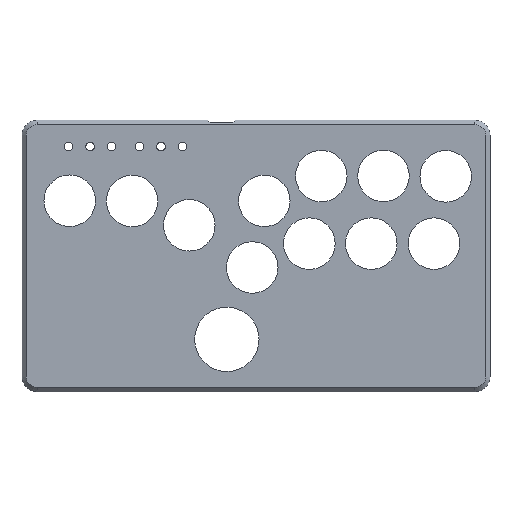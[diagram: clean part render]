
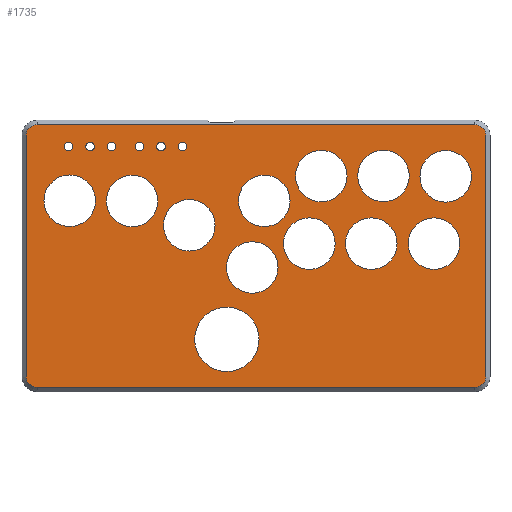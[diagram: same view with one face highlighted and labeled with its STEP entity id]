
A CAD part, top view. The second image highlights one B-rep face of the part: STEP entity #1735.
In plain terms, the highlighted planar face has unit normal (0, 0, 1).
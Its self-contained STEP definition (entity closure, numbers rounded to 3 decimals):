
#15=FACE_BOUND('',#269,.T.);
#16=FACE_BOUND('',#270,.T.);
#17=FACE_BOUND('',#271,.T.);
#18=FACE_BOUND('',#272,.T.);
#19=FACE_BOUND('',#273,.T.);
#20=FACE_BOUND('',#274,.T.);
#21=FACE_BOUND('',#275,.T.);
#22=FACE_BOUND('',#276,.T.);
#23=FACE_BOUND('',#277,.T.);
#24=FACE_BOUND('',#278,.T.);
#25=FACE_BOUND('',#279,.T.);
#26=FACE_BOUND('',#280,.T.);
#27=FACE_BOUND('',#281,.T.);
#28=FACE_BOUND('',#282,.T.);
#29=FACE_BOUND('',#283,.T.);
#30=FACE_BOUND('',#284,.T.);
#31=FACE_BOUND('',#285,.T.);
#32=FACE_BOUND('',#286,.T.);
#91=PLANE('',#1867);
#160=FACE_OUTER_BOUND('',#268,.T.);
#268=EDGE_LOOP('',(#1295,#1296,#1297,#1298,#1299,#1300,#1301,#1302));
#269=EDGE_LOOP('',(#1303));
#270=EDGE_LOOP('',(#1304));
#271=EDGE_LOOP('',(#1305));
#272=EDGE_LOOP('',(#1306));
#273=EDGE_LOOP('',(#1307));
#274=EDGE_LOOP('',(#1308));
#275=EDGE_LOOP('',(#1309));
#276=EDGE_LOOP('',(#1310));
#277=EDGE_LOOP('',(#1311));
#278=EDGE_LOOP('',(#1312));
#279=EDGE_LOOP('',(#1313));
#280=EDGE_LOOP('',(#1314));
#281=EDGE_LOOP('',(#1315));
#282=EDGE_LOOP('',(#1316));
#283=EDGE_LOOP('',(#1317));
#284=EDGE_LOOP('',(#1318));
#285=EDGE_LOOP('',(#1319));
#286=EDGE_LOOP('',(#1320));
#442=LINE('',#2673,#583);
#446=LINE('',#2685,#587);
#450=LINE('',#2697,#591);
#454=LINE('',#2709,#595);
#583=VECTOR('',#2110,10.);
#587=VECTOR('',#2122,10.);
#591=VECTOR('',#2134,10.);
#595=VECTOR('',#2146,10.);
#693=CIRCLE('',#1822,2.);
#695=CIRCLE('',#1825,2.);
#697=CIRCLE('',#1828,2.);
#699=CIRCLE('',#1831,2.);
#701=CIRCLE('',#1834,2.);
#703=CIRCLE('',#1837,2.);
#704=CIRCLE('',#1846,5.);
#706=CIRCLE('',#1850,5.);
#708=CIRCLE('',#1854,5.);
#710=CIRCLE('',#1858,5.);
#714=CIRCLE('',#1868,12.);
#715=CIRCLE('',#1869,12.);
#716=CIRCLE('',#1870,12.);
#717=CIRCLE('',#1871,12.);
#718=CIRCLE('',#1872,12.);
#719=CIRCLE('',#1873,12.);
#720=CIRCLE('',#1874,15.);
#721=CIRCLE('',#1875,12.);
#722=CIRCLE('',#1876,12.);
#723=CIRCLE('',#1877,12.);
#724=CIRCLE('',#1878,12.);
#725=CIRCLE('',#1879,12.);
#791=VERTEX_POINT('',#2585);
#793=VERTEX_POINT('',#2591);
#795=VERTEX_POINT('',#2597);
#797=VERTEX_POINT('',#2603);
#799=VERTEX_POINT('',#2609);
#801=VERTEX_POINT('',#2615);
#822=VERTEX_POINT('',#2670);
#823=VERTEX_POINT('',#2672);
#825=VERTEX_POINT('',#2677);
#827=VERTEX_POINT('',#2683);
#829=VERTEX_POINT('',#2689);
#831=VERTEX_POINT('',#2695);
#833=VERTEX_POINT('',#2701);
#835=VERTEX_POINT('',#2707);
#841=VERTEX_POINT('',#2735);
#842=VERTEX_POINT('',#2737);
#843=VERTEX_POINT('',#2739);
#844=VERTEX_POINT('',#2741);
#845=VERTEX_POINT('',#2743);
#846=VERTEX_POINT('',#2745);
#847=VERTEX_POINT('',#2747);
#848=VERTEX_POINT('',#2749);
#849=VERTEX_POINT('',#2751);
#850=VERTEX_POINT('',#2753);
#851=VERTEX_POINT('',#2755);
#852=VERTEX_POINT('',#2757);
#948=EDGE_CURVE('',#791,#791,#693,.T.);
#951=EDGE_CURVE('',#793,#793,#695,.T.);
#954=EDGE_CURVE('',#795,#795,#697,.T.);
#957=EDGE_CURVE('',#797,#797,#699,.T.);
#960=EDGE_CURVE('',#799,#799,#701,.T.);
#963=EDGE_CURVE('',#801,#801,#703,.T.);
#990=EDGE_CURVE('',#822,#823,#442,.T.);
#993=EDGE_CURVE('',#825,#822,#704,.T.);
#996=EDGE_CURVE('',#827,#825,#446,.T.);
#999=EDGE_CURVE('',#829,#827,#706,.T.);
#1002=EDGE_CURVE('',#831,#829,#450,.T.);
#1005=EDGE_CURVE('',#833,#831,#708,.T.);
#1008=EDGE_CURVE('',#835,#833,#454,.T.);
#1010=EDGE_CURVE('',#823,#835,#710,.T.);
#1022=EDGE_CURVE('',#841,#841,#714,.T.);
#1023=EDGE_CURVE('',#842,#842,#715,.T.);
#1024=EDGE_CURVE('',#843,#843,#716,.T.);
#1025=EDGE_CURVE('',#844,#844,#717,.T.);
#1026=EDGE_CURVE('',#845,#845,#718,.T.);
#1027=EDGE_CURVE('',#846,#846,#719,.T.);
#1028=EDGE_CURVE('',#847,#847,#720,.T.);
#1029=EDGE_CURVE('',#848,#848,#721,.T.);
#1030=EDGE_CURVE('',#849,#849,#722,.T.);
#1031=EDGE_CURVE('',#850,#850,#723,.T.);
#1032=EDGE_CURVE('',#851,#851,#724,.T.);
#1033=EDGE_CURVE('',#852,#852,#725,.T.);
#1295=ORIENTED_EDGE('',*,*,#990,.F.);
#1296=ORIENTED_EDGE('',*,*,#993,.F.);
#1297=ORIENTED_EDGE('',*,*,#996,.F.);
#1298=ORIENTED_EDGE('',*,*,#999,.F.);
#1299=ORIENTED_EDGE('',*,*,#1002,.F.);
#1300=ORIENTED_EDGE('',*,*,#1005,.F.);
#1301=ORIENTED_EDGE('',*,*,#1008,.F.);
#1302=ORIENTED_EDGE('',*,*,#1010,.F.);
#1303=ORIENTED_EDGE('',*,*,#948,.T.);
#1304=ORIENTED_EDGE('',*,*,#951,.T.);
#1305=ORIENTED_EDGE('',*,*,#954,.T.);
#1306=ORIENTED_EDGE('',*,*,#957,.T.);
#1307=ORIENTED_EDGE('',*,*,#960,.T.);
#1308=ORIENTED_EDGE('',*,*,#963,.T.);
#1309=ORIENTED_EDGE('',*,*,#1022,.T.);
#1310=ORIENTED_EDGE('',*,*,#1023,.T.);
#1311=ORIENTED_EDGE('',*,*,#1024,.T.);
#1312=ORIENTED_EDGE('',*,*,#1025,.T.);
#1313=ORIENTED_EDGE('',*,*,#1026,.T.);
#1314=ORIENTED_EDGE('',*,*,#1027,.T.);
#1315=ORIENTED_EDGE('',*,*,#1028,.T.);
#1316=ORIENTED_EDGE('',*,*,#1029,.T.);
#1317=ORIENTED_EDGE('',*,*,#1030,.T.);
#1318=ORIENTED_EDGE('',*,*,#1031,.T.);
#1319=ORIENTED_EDGE('',*,*,#1032,.T.);
#1320=ORIENTED_EDGE('',*,*,#1033,.T.);
#1735=ADVANCED_FACE('',(#160,#15,#16,#17,#18,#19,#20,#21,#22,#23,#24,#25,
#26,#27,#28,#29,#30,#31,#32),#91,.T.);
#1822=AXIS2_PLACEMENT_3D('',#2587,#2033,#2034);
#1825=AXIS2_PLACEMENT_3D('',#2593,#2040,#2041);
#1828=AXIS2_PLACEMENT_3D('',#2599,#2047,#2048);
#1831=AXIS2_PLACEMENT_3D('',#2605,#2054,#2055);
#1834=AXIS2_PLACEMENT_3D('',#2611,#2061,#2062);
#1837=AXIS2_PLACEMENT_3D('',#2617,#2068,#2069);
#1846=AXIS2_PLACEMENT_3D('',#2679,#2115,#2116);
#1850=AXIS2_PLACEMENT_3D('',#2691,#2127,#2128);
#1854=AXIS2_PLACEMENT_3D('',#2703,#2139,#2140);
#1858=AXIS2_PLACEMENT_3D('',#2712,#2150,#2151);
#1867=AXIS2_PLACEMENT_3D('',#2734,#2176,#2177);
#1868=AXIS2_PLACEMENT_3D('',#2736,#2178,#2179);
#1869=AXIS2_PLACEMENT_3D('',#2738,#2180,#2181);
#1870=AXIS2_PLACEMENT_3D('',#2740,#2182,#2183);
#1871=AXIS2_PLACEMENT_3D('',#2742,#2184,#2185);
#1872=AXIS2_PLACEMENT_3D('',#2744,#2186,#2187);
#1873=AXIS2_PLACEMENT_3D('',#2746,#2188,#2189);
#1874=AXIS2_PLACEMENT_3D('',#2748,#2190,#2191);
#1875=AXIS2_PLACEMENT_3D('',#2750,#2192,#2193);
#1876=AXIS2_PLACEMENT_3D('',#2752,#2194,#2195);
#1877=AXIS2_PLACEMENT_3D('',#2754,#2196,#2197);
#1878=AXIS2_PLACEMENT_3D('',#2756,#2198,#2199);
#1879=AXIS2_PLACEMENT_3D('',#2758,#2200,#2201);
#2033=DIRECTION('center_axis',(0.,0.,-1.));
#2034=DIRECTION('ref_axis',(-1.,0.,0.));
#2040=DIRECTION('center_axis',(0.,0.,-1.));
#2041=DIRECTION('ref_axis',(-1.,0.,0.));
#2047=DIRECTION('center_axis',(0.,0.,-1.));
#2048=DIRECTION('ref_axis',(-1.,0.,0.));
#2054=DIRECTION('center_axis',(0.,0.,-1.));
#2055=DIRECTION('ref_axis',(-1.,0.,0.));
#2061=DIRECTION('center_axis',(0.,0.,-1.));
#2062=DIRECTION('ref_axis',(-1.,0.,0.));
#2068=DIRECTION('center_axis',(0.,0.,-1.));
#2069=DIRECTION('ref_axis',(-1.,0.,0.));
#2110=DIRECTION('',(1.,0.,0.));
#2115=DIRECTION('center_axis',(0.,0.,-1.));
#2116=DIRECTION('ref_axis',(0.,1.,0.));
#2122=DIRECTION('',(0.,1.,0.));
#2127=DIRECTION('center_axis',(0.,0.,-1.));
#2128=DIRECTION('ref_axis',(-1.,0.,0.));
#2134=DIRECTION('',(-1.,0.,0.));
#2139=DIRECTION('center_axis',(0.,0.,-1.));
#2140=DIRECTION('ref_axis',(0.,-1.,0.));
#2146=DIRECTION('',(0.,-1.,0.));
#2150=DIRECTION('center_axis',(0.,0.,-1.));
#2151=DIRECTION('ref_axis',(1.,0.,0.));
#2176=DIRECTION('center_axis',(0.,0.,1.));
#2177=DIRECTION('ref_axis',(-1.,0.,0.));
#2178=DIRECTION('center_axis',(0.,0.,-1.));
#2179=DIRECTION('ref_axis',(-1.,0.,0.));
#2180=DIRECTION('center_axis',(0.,0.,-1.));
#2181=DIRECTION('ref_axis',(-1.,0.,0.));
#2182=DIRECTION('center_axis',(0.,0.,-1.));
#2183=DIRECTION('ref_axis',(-1.,0.,0.));
#2184=DIRECTION('center_axis',(0.,0.,-1.));
#2185=DIRECTION('ref_axis',(-1.,0.,0.));
#2186=DIRECTION('center_axis',(0.,0.,-1.));
#2187=DIRECTION('ref_axis',(-1.,0.,0.));
#2188=DIRECTION('center_axis',(0.,0.,-1.));
#2189=DIRECTION('ref_axis',(-1.,0.,0.));
#2190=DIRECTION('center_axis',(0.,0.,-1.));
#2191=DIRECTION('ref_axis',(-1.,0.,0.));
#2192=DIRECTION('center_axis',(0.,0.,-1.));
#2193=DIRECTION('ref_axis',(-1.,0.,0.));
#2194=DIRECTION('center_axis',(0.,0.,-1.));
#2195=DIRECTION('ref_axis',(-1.,0.,0.));
#2196=DIRECTION('center_axis',(0.,0.,-1.));
#2197=DIRECTION('ref_axis',(-1.,0.,0.));
#2198=DIRECTION('center_axis',(0.,0.,-1.));
#2199=DIRECTION('ref_axis',(-1.,0.,0.));
#2200=DIRECTION('center_axis',(0.,0.,-1.));
#2201=DIRECTION('ref_axis',(-1.,0.,0.));
#2585=CARTESIAN_POINT('',(-65.25,47.9,7.6));
#2587=CARTESIAN_POINT('Origin',(-67.25,47.9,7.6));
#2591=CARTESIAN_POINT('',(-32.25,47.9,7.6));
#2593=CARTESIAN_POINT('Origin',(-34.25,47.9,7.6));
#2597=CARTESIAN_POINT('',(-75.25,47.9,7.6));
#2599=CARTESIAN_POINT('Origin',(-77.25,47.9,7.6));
#2603=CARTESIAN_POINT('',(-52.25,47.9,7.6));
#2605=CARTESIAN_POINT('Origin',(-54.25,47.9,7.6));
#2609=CARTESIAN_POINT('',(-42.25,47.9,7.6));
#2611=CARTESIAN_POINT('Origin',(-44.25,47.9,7.6));
#2615=CARTESIAN_POINT('',(-85.25,47.9,7.6));
#2617=CARTESIAN_POINT('Origin',(-87.25,47.9,7.6));
#2670=CARTESIAN_POINT('',(-102.,58.15,7.6));
#2672=CARTESIAN_POINT('',(102.,58.15,7.6));
#2673=CARTESIAN_POINT('',(51.,58.15,7.6));
#2677=CARTESIAN_POINT('',(-107.,53.15,7.6));
#2679=CARTESIAN_POINT('Origin',(-102.,53.15,7.6));
#2683=CARTESIAN_POINT('',(-107.,-59.25,7.6));
#2685=CARTESIAN_POINT('',(-107.,25.05,7.6));
#2689=CARTESIAN_POINT('',(-102.,-64.25,7.6));
#2691=CARTESIAN_POINT('Origin',(-102.,-59.25,7.6));
#2695=CARTESIAN_POINT('',(102.,-64.25,7.6));
#2697=CARTESIAN_POINT('',(-51.,-64.25,7.6));
#2701=CARTESIAN_POINT('',(107.,-59.25,7.6));
#2703=CARTESIAN_POINT('Origin',(102.,-59.25,7.6));
#2707=CARTESIAN_POINT('',(107.,53.15,7.6));
#2709=CARTESIAN_POINT('',(107.,-31.15,7.6));
#2712=CARTESIAN_POINT('Origin',(102.,53.15,7.6));
#2734=CARTESIAN_POINT('Origin',(0.,-3.05,7.6));
#2735=CARTESIAN_POINT('',(10.25,-8.4,7.6));
#2736=CARTESIAN_POINT('Origin',(-1.75,-8.4,7.6));
#2737=CARTESIAN_POINT('',(-45.68,22.58,7.6));
#2738=CARTESIAN_POINT('Origin',(-57.68,22.58,7.6));
#2739=CARTESIAN_POINT('',(36.86,2.71,7.6));
#2740=CARTESIAN_POINT('Origin',(24.86,2.71,7.6));
#2741=CARTESIAN_POINT('',(100.36,34.05,7.6));
#2742=CARTESIAN_POINT('Origin',(88.36,34.05,7.6));
#2743=CARTESIAN_POINT('',(71.39,34.29,7.6));
#2744=CARTESIAN_POINT('Origin',(59.39,34.29,7.6));
#2745=CARTESIAN_POINT('',(-74.775,22.7,7.6));
#2746=CARTESIAN_POINT('Origin',(-86.775,22.7,7.6));
#2747=CARTESIAN_POINT('',(1.42,-41.87,7.6));
#2748=CARTESIAN_POINT('Origin',(-13.58,-41.87,7.6));
#2749=CARTESIAN_POINT('',(15.86,22.64,7.6));
#2750=CARTESIAN_POINT('Origin',(3.86,22.64,7.6));
#2751=CARTESIAN_POINT('',(94.92,2.71,7.6));
#2752=CARTESIAN_POINT('Origin',(82.92,2.71,7.6));
#2753=CARTESIAN_POINT('',(65.71,2.71,7.6));
#2754=CARTESIAN_POINT('Origin',(53.71,2.71,7.6));
#2755=CARTESIAN_POINT('',(42.42,34.17,7.6));
#2756=CARTESIAN_POINT('Origin',(30.42,34.17,7.6));
#2757=CARTESIAN_POINT('',(-19.08,11.23,7.6));
#2758=CARTESIAN_POINT('Origin',(-31.08,11.23,7.6));
